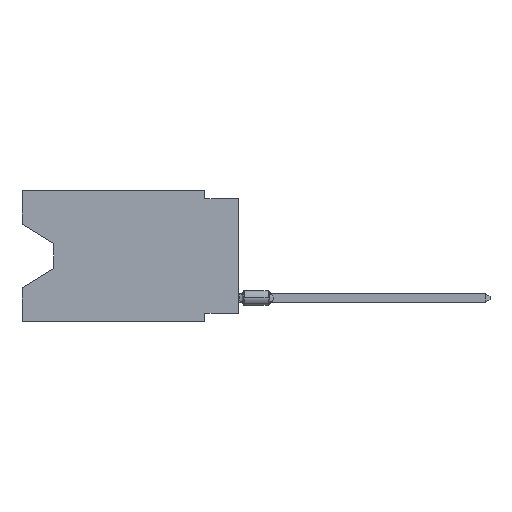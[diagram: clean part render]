
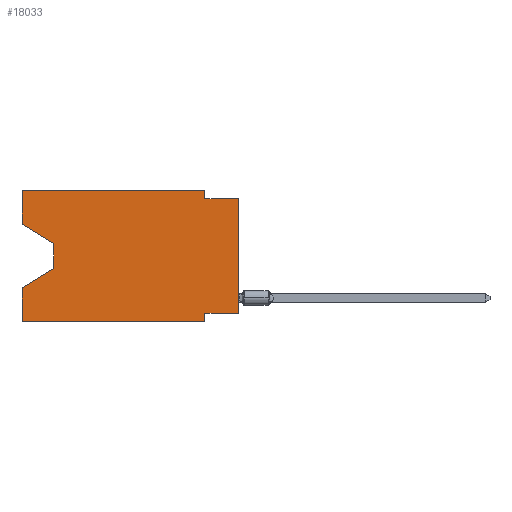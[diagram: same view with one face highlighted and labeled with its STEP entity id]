
A CAD part, left-side view. The second image highlights one B-rep face of the part: STEP entity #18033.
In plain terms, the highlighted planar face has unit normal (-1, 0, 0).
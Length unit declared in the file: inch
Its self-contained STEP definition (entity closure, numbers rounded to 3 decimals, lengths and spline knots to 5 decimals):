
#154 = CARTESIAN_POINT ( 'NONE',  ( 0., 0.645, 0. ) ) ;
#242 = PLANE ( 'NONE',  #3412 ) ;
#328 = ORIENTED_EDGE ( 'NONE', *, *, #11319, .T. ) ;
#421 = CARTESIAN_POINT ( 'NONE',  ( 0., 0.645, -0.28975 ) ) ;
#1027 = ORIENTED_EDGE ( 'NONE', *, *, #14769, .T. ) ;
#1209 = EDGE_LOOP ( 'NONE', ( #5785, #7392, #328, #5800, #1027, #13630, #2822, #23655, #11478, #19398, #14629, #3395 ) ) ;
#1848 = LINE ( 'NONE', #23233, #6272 ) ;
#1875 = CARTESIAN_POINT ( 'NONE',  ( 0., 0., 0. ) ) ;
#2128 = EDGE_CURVE ( 'NONE', #4787, #16058, #21584, .T. ) ;
#2822 = ORIENTED_EDGE ( 'NONE', *, *, #24383, .F. ) ;
#3163 = VECTOR ( 'NONE', #11846, 39.37008 ) ;
#3166 = EDGE_CURVE ( 'NONE', #16836, #18824, #6995, .T. ) ;
#3250 = CARTESIAN_POINT ( 'NONE',  ( 0., 0.1, 0. ) ) ;
#3263 = CARTESIAN_POINT ( 'NONE',  ( 0., 0.1, -0.39 ) ) ;
#3395 = ORIENTED_EDGE ( 'NONE', *, *, #8542, .F. ) ;
#3412 = AXIS2_PLACEMENT_3D ( 'NONE', #9912, #5823, #23972 ) ;
#3664 = VECTOR ( 'NONE', #23450, 39.37008 ) ;
#3988 = CARTESIAN_POINT ( 'NONE',  ( 0., 0.645, 0. ) ) ;
#4128 = VERTEX_POINT ( 'NONE', #5495 ) ;
#4166 = DIRECTION ( 'NONE',  ( 0., 0., 1. ) ) ;
#4513 = CARTESIAN_POINT ( 'NONE',  ( 0., 0.645, -0.10025 ) ) ;
#4581 = LINE ( 'NONE', #22240, #14732 ) ;
#4697 = VERTEX_POINT ( 'NONE', #13405 ) ;
#4787 = VERTEX_POINT ( 'NONE', #19367 ) ;
#4962 = CARTESIAN_POINT ( 'NONE',  ( 0., 0.1, -0.39 ) ) ;
#5092 = LINE ( 'NONE', #13238, #13626 ) ;
#5495 = CARTESIAN_POINT ( 'NONE',  ( 0., 0.1, -0.025 ) ) ;
#5560 = EDGE_CURVE ( 'NONE', #18824, #24085, #4581, .T. ) ;
#5785 = ORIENTED_EDGE ( 'NONE', *, *, #3166, .T. ) ;
#5800 = ORIENTED_EDGE ( 'NONE', *, *, #21530, .F. ) ;
#5823 = DIRECTION ( 'NONE',  ( 1., 0., 0. ) ) ;
#6004 = LINE ( 'NONE', #3988, #21263 ) ;
#6272 = VECTOR ( 'NONE', #9624, 39.37008 ) ;
#6427 = CARTESIAN_POINT ( 'NONE',  ( 0., 0.645, -0.39 ) ) ;
#6995 = LINE ( 'NONE', #24563, #17736 ) ;
#7040 = CARTESIAN_POINT ( 'NONE',  ( 0., 0.55, -0.232 ) ) ;
#7392 = ORIENTED_EDGE ( 'NONE', *, *, #5560, .T. ) ;
#7582 = VERTEX_POINT ( 'NONE', #6427 ) ;
#7785 = LINE ( 'NONE', #17315, #3664 ) ;
#7957 = VERTEX_POINT ( 'NONE', #421 ) ;
#8542 = EDGE_CURVE ( 'NONE', #16836, #24757, #6004, .T. ) ;
#9131 = DIRECTION ( 'NONE',  ( 0., 0., -1. ) ) ;
#9624 = DIRECTION ( 'NONE',  ( 0., -1., 0. ) ) ;
#9876 = EDGE_CURVE ( 'NONE', #24757, #18092, #1848, .T. ) ;
#9912 = CARTESIAN_POINT ( 'NONE',  ( 0., 0.645, 0. ) ) ;
#10072 = EDGE_CURVE ( 'NONE', #4128, #16058, #5092, .T. ) ;
#11319 = EDGE_CURVE ( 'NONE', #24085, #7957, #16320, .T. ) ;
#11474 = VECTOR ( 'NONE', #23430, 39.37008 ) ;
#11478 = ORIENTED_EDGE ( 'NONE', *, *, #10072, .F. ) ;
#11671 = VECTOR ( 'NONE', #18625, 39.37008 ) ;
#11846 = DIRECTION ( 'NONE',  ( 0., 0., 1. ) ) ;
#12485 = CARTESIAN_POINT ( 'NONE',  ( 0., 0., -0.025 ) ) ;
#12579 = DIRECTION ( 'NONE',  ( 0., 0., -1. ) ) ;
#12798 = LINE ( 'NONE', #3250, #23703 ) ;
#13238 = CARTESIAN_POINT ( 'NONE',  ( 0., 0., -0.025 ) ) ;
#13247 = VECTOR ( 'NONE', #14656, 39.37008 ) ;
#13405 = CARTESIAN_POINT ( 'NONE',  ( 0., 0.1, -0.365 ) ) ;
#13626 = VECTOR ( 'NONE', #16920, 39.37008 ) ;
#13630 = ORIENTED_EDGE ( 'NONE', *, *, #20902, .F. ) ;
#13847 = CARTESIAN_POINT ( 'NONE',  ( 0., 0.1, 0. ) ) ;
#13880 = LINE ( 'NONE', #154, #3163 ) ;
#14629 = ORIENTED_EDGE ( 'NONE', *, *, #9876, .F. ) ;
#14656 = DIRECTION ( 'NONE',  ( 0., 0.855, -0.519 ) ) ;
#14732 = VECTOR ( 'NONE', #12579, 39.37008 ) ;
#14769 = EDGE_CURVE ( 'NONE', #7582, #15756, #15641, .T. ) ;
#15450 = EDGE_CURVE ( 'NONE', #18092, #4128, #12798, .T. ) ;
#15641 = LINE ( 'NONE', #21491, #11474 ) ;
#15756 = VERTEX_POINT ( 'NONE', #4962 ) ;
#15867 = LINE ( 'NONE', #3263, #11671 ) ;
#16058 = VERTEX_POINT ( 'NONE', #12485 ) ;
#16320 = LINE ( 'NONE', #7040, #13247 ) ;
#16359 = VECTOR ( 'NONE', #4166, 39.37008 ) ;
#16836 = VERTEX_POINT ( 'NONE', #4513 ) ;
#16920 = DIRECTION ( 'NONE',  ( 0., -1., 0. ) ) ;
#17315 = CARTESIAN_POINT ( 'NONE',  ( 0., 0., -0.365 ) ) ;
#17431 = CARTESIAN_POINT ( 'NONE',  ( 0., 0.55, -0.158 ) ) ;
#17736 = VECTOR ( 'NONE', #20236, 39.37008 ) ;
#18033 = ADVANCED_FACE ( 'NONE', ( #18106 ), #242, .F. ) ;
#18092 = VERTEX_POINT ( 'NONE', #13847 ) ;
#18106 = FACE_OUTER_BOUND ( 'NONE', #1209, .T. ) ;
#18625 = DIRECTION ( 'NONE',  ( 0., 0., -1. ) ) ;
#18824 = VERTEX_POINT ( 'NONE', #17431 ) ;
#19316 = CARTESIAN_POINT ( 'NONE',  ( 0., 0.645, 0. ) ) ;
#19367 = CARTESIAN_POINT ( 'NONE',  ( 0., 0., -0.365 ) ) ;
#19398 = ORIENTED_EDGE ( 'NONE', *, *, #15450, .F. ) ;
#20236 = DIRECTION ( 'NONE',  ( 0., -0.855, -0.519 ) ) ;
#20902 = EDGE_CURVE ( 'NONE', #4697, #15756, #15867, .T. ) ;
#21263 = VECTOR ( 'NONE', #23327, 39.37008 ) ;
#21491 = CARTESIAN_POINT ( 'NONE',  ( 0., 0.645, -0.39 ) ) ;
#21530 = EDGE_CURVE ( 'NONE', #7582, #7957, #13880, .T. ) ;
#21584 = LINE ( 'NONE', #1875, #16359 ) ;
#22240 = CARTESIAN_POINT ( 'NONE',  ( 0., 0.55, -0.158 ) ) ;
#22280 = CARTESIAN_POINT ( 'NONE',  ( 0., 0.55, -0.232 ) ) ;
#23233 = CARTESIAN_POINT ( 'NONE',  ( 0., 0.645, 0. ) ) ;
#23327 = DIRECTION ( 'NONE',  ( 0., 0., 1. ) ) ;
#23430 = DIRECTION ( 'NONE',  ( 0., -1., 0. ) ) ;
#23450 = DIRECTION ( 'NONE',  ( 0., 1., 0. ) ) ;
#23655 = ORIENTED_EDGE ( 'NONE', *, *, #2128, .T. ) ;
#23703 = VECTOR ( 'NONE', #9131, 39.37008 ) ;
#23972 = DIRECTION ( 'NONE',  ( 0., 0., -1. ) ) ;
#24085 = VERTEX_POINT ( 'NONE', #22280 ) ;
#24383 = EDGE_CURVE ( 'NONE', #4787, #4697, #7785, .T. ) ;
#24563 = CARTESIAN_POINT ( 'NONE',  ( 0., 0.645, -0.10025 ) ) ;
#24757 = VERTEX_POINT ( 'NONE', #19316 ) ;
